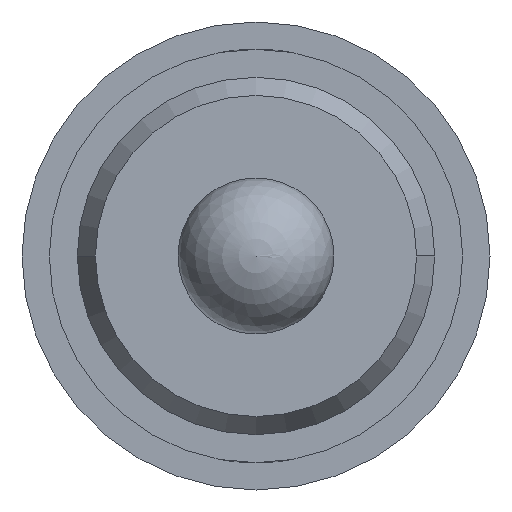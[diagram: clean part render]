
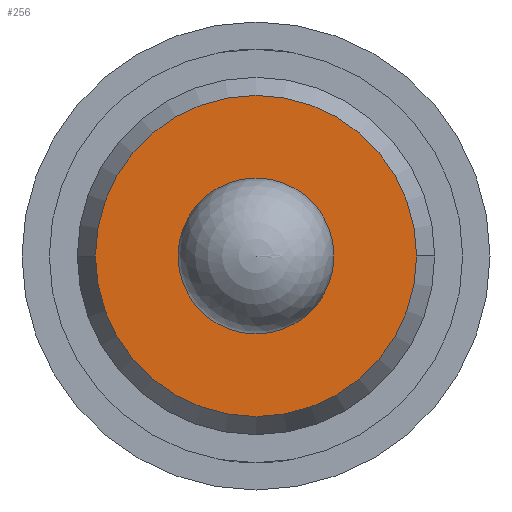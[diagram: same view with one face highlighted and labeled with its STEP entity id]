
A CAD part, front view. The second image highlights one B-rep face of the part: STEP entity #256.
In plain terms, the highlighted planar face has unit normal (0, -1, 0).
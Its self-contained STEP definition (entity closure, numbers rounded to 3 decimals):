
#5 = EDGE_CURVE ( 'Defeature ausgef�hrt1_17+Defeature ausgef�hrt1_14+Defeature ausgef�hrt1_14+Defeature ausgef�hrt1_14', #2238, #3118, #467, .T. ) ;
#212 = VERTEX_POINT ( 'NONE', #3195 ) ;
#256 = ADVANCED_FACE ( 'Defeature ausgef�hrt1_17', ( #2927, #2121 ), #2542, .T. ) ;
#318 = DIRECTION ( 'NONE',  ( 1., 0., 0. ) ) ;
#424 = CARTESIAN_POINT ( 'NONE',  ( 0., -28.6, 0. ) ) ;
#467 = CIRCLE ( 'NONE', #1446, 0.5 ) ;
#675 = CARTESIAN_POINT ( 'NONE',  ( -1.145, -28.6, 0. ) ) ;
#862 = EDGE_CURVE ( 'Defeature ausgef�hrt1_17+Defeature ausgef�hrt1_16+Defeature ausgef�hrt1_16+Defeature ausgef�hrt1_16', #4626, #212, #3323, .T. ) ;
#990 = EDGE_LOOP ( 'NONE', ( #2377, #2299 ) ) ;
#1028 = DIRECTION ( 'NONE',  ( 0., -1., 0. ) ) ;
#1047 = DIRECTION ( 'NONE',  ( 1., 0., 0. ) ) ;
#1389 = CIRCLE ( 'NONE', #1781, 1.03 ) ;
#1437 = EDGE_CURVE ( 'Defeature ausgef�hrt1_17+Defeature ausgef�hrt1_14+Defeature ausgef�hrt1_14+Defeature ausgef�hrt1_14', #3118, #2238, #3037, .T. ) ;
#1446 = AXIS2_PLACEMENT_3D ( 'NONE', #3824, #4555, #2349 ) ;
#1477 = CARTESIAN_POINT ( 'NONE',  ( -1.03, -28.6, 0. ) ) ;
#1611 = CARTESIAN_POINT ( 'NONE',  ( 0., -28.6, -0.5 ) ) ;
#1781 = AXIS2_PLACEMENT_3D ( 'NONE', #4711, #1028, #318 ) ;
#1961 = ORIENTED_EDGE ( 'NONE', *, *, #1437, .T. ) ;
#2121 = FACE_OUTER_BOUND ( 'NONE', #990, .T. ) ;
#2238 = VERTEX_POINT ( 'NONE', #2421 ) ;
#2299 = ORIENTED_EDGE ( 'NONE', *, *, #2604, .T. ) ;
#2303 = ORIENTED_EDGE ( 'NONE', *, *, #5, .T. ) ;
#2349 = DIRECTION ( 'NONE',  ( 0., 0., -1. ) ) ;
#2374 = DIRECTION ( 'NONE',  ( 1., 0., 0. ) ) ;
#2377 = ORIENTED_EDGE ( 'NONE', *, *, #862, .T. ) ;
#2421 = CARTESIAN_POINT ( 'NONE',  ( 0., -28.6, 0.5 ) ) ;
#2542 = PLANE ( 'NONE',  #2831 ) ;
#2604 = EDGE_CURVE ( 'Defeature ausgef�hrt1_17+Defeature ausgef�hrt1_16+Defeature ausgef�hrt1_16+Defeature ausgef�hrt1_16', #212, #4626, #1389, .T. ) ;
#2831 = AXIS2_PLACEMENT_3D ( 'NONE', #675, #3986, #1047 ) ;
#2850 = DIRECTION ( 'NONE',  ( 0., 1., 0. ) ) ;
#2927 = FACE_BOUND ( 'NONE', #3101, .T. ) ;
#3037 = CIRCLE ( 'NONE', #4433, 0.5 ) ;
#3101 = EDGE_LOOP ( 'NONE', ( #2303, #1961 ) ) ;
#3118 = VERTEX_POINT ( 'NONE', #1611 ) ;
#3195 = CARTESIAN_POINT ( 'NONE',  ( 1.03, -28.6, 0. ) ) ;
#3264 = CARTESIAN_POINT ( 'NONE',  ( 0., -28.6, 0. ) ) ;
#3323 = CIRCLE ( 'NONE', #3693, 1.03 ) ;
#3353 = DIRECTION ( 'NONE',  ( 0., -1., 0. ) ) ;
#3575 = DIRECTION ( 'NONE',  ( 0., 0., -1. ) ) ;
#3693 = AXIS2_PLACEMENT_3D ( 'NONE', #424, #3353, #2374 ) ;
#3824 = CARTESIAN_POINT ( 'NONE',  ( 0., -28.6, 0. ) ) ;
#3986 = DIRECTION ( 'NONE',  ( 0., -1., 0. ) ) ;
#4433 = AXIS2_PLACEMENT_3D ( 'NONE', #3264, #2850, #3575 ) ;
#4555 = DIRECTION ( 'NONE',  ( 0., 1., 0. ) ) ;
#4626 = VERTEX_POINT ( 'NONE', #1477 ) ;
#4711 = CARTESIAN_POINT ( 'NONE',  ( 0., -28.6, 0. ) ) ;
